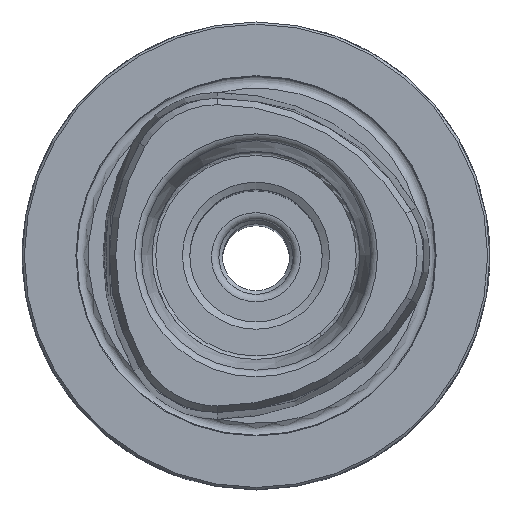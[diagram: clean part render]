
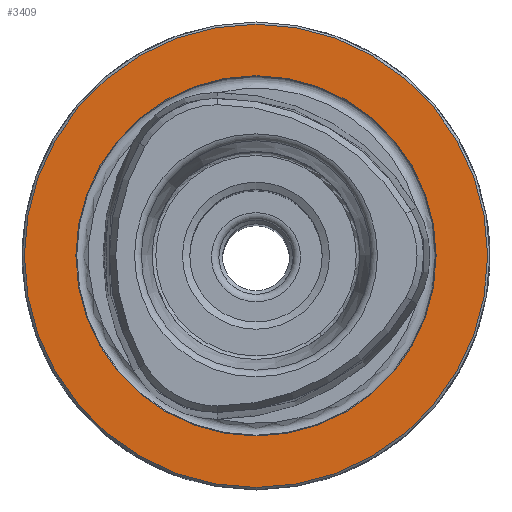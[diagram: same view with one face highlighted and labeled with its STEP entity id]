
A CAD part, top view. The second image highlights one B-rep face of the part: STEP entity #3409.
In plain terms, the highlighted planar face has unit normal (0, 0, 1).
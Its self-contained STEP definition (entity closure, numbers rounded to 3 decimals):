
#298=PLANE('',#3620);
#459=ORIENTED_EDGE('',*,*,#929,.T.);
#460=ORIENTED_EDGE('',*,*,#946,.F.);
#929=EDGE_CURVE('',#1207,#1207,#1385,.T.);
#946=EDGE_CURVE('',#1209,#1209,#1386,.T.);
#1207=VERTEX_POINT('',#4819);
#1209=VERTEX_POINT('',#4860);
#1385=CIRCLE('',#3598,31.2);
#1386=CIRCLE('',#3621,24.264);
#1576=EDGE_LOOP('',(#459));
#1577=EDGE_LOOP('',(#460));
#1859=FACE_BOUND('',#1576,.T.);
#1860=FACE_BOUND('',#1577,.T.);
#3409=ADVANCED_FACE('',(#1859,#1860),#298,.T.);
#3598=AXIS2_PLACEMENT_3D('',#4818,#3985,#3986);
#3620=AXIS2_PLACEMENT_3D('',#4858,#4045,#4046);
#3621=AXIS2_PLACEMENT_3D('',#4859,#4047,#4048);
#3985=DIRECTION('',(0.,0.,1.));
#3986=DIRECTION('',(1.,0.,0.));
#4045=DIRECTION('',(0.,0.,1.));
#4046=DIRECTION('',(1.,0.,0.));
#4047=DIRECTION('',(0.,0.,1.));
#4048=DIRECTION('',(1.,0.,0.));
#4818=CARTESIAN_POINT('',(0.,0.,0.));
#4819=CARTESIAN_POINT('',(31.2,0.,0.));
#4858=CARTESIAN_POINT('',(24.2,0.,0.));
#4859=CARTESIAN_POINT('',(0.,0.,0.));
#4860=CARTESIAN_POINT('',(24.264,0.,0.));
